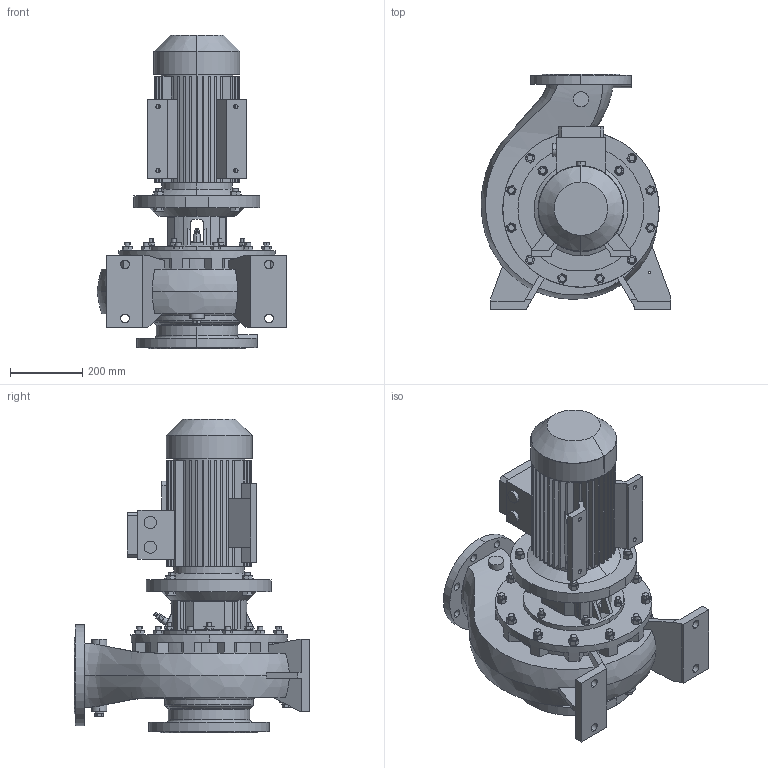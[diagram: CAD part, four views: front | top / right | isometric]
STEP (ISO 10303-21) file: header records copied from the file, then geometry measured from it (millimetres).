
FILE_DESCRIPTION (( 'STEP AP214' ), '1' );
FILE_NAME ('ﾌﾓ-311-200-ﾌ3-311-228-01-78.step', '2025-04-07T08:20:26', ( 'adb' ), ( '' ), 'SwSTEP 2.0', 'SolidWorks 2016', '' );
FILE_SCHEMA (( 'AUTOMOTIVE_DESIGN' ));
Length unit declared in the file: millimetre
Products named in the file (1): ﾌﾓ-311-200-ﾌ3-311-228-01-78
Bounding box: 527.54 x 655 x 872 mm (x, y, z)
Volume: 48953073.5 mm3; surface area: 3278422.9 mm2
Topology: 8 solids, 31 shells, 1335 faces, 3458 edges, 2252 vertices
Faces by surface type: plane 709, cylinder 456, cone 135, bspline 28, torus 7
Entity records: 67385 total; most frequent: CARTESIAN_POINT 19904, ORIENTED_EDGE 6912, DIRECTION 6642, EDGE_CURVE 3456, AXIS2_PLACEMENT_3D 2455, VERTEX_POINT 2252, LINE 1732, VECTOR 1732
